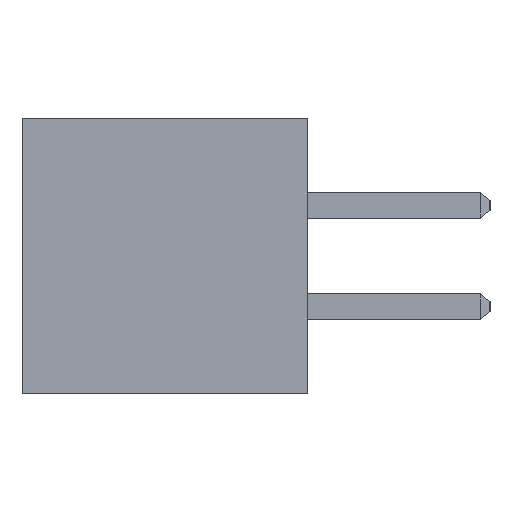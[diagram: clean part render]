
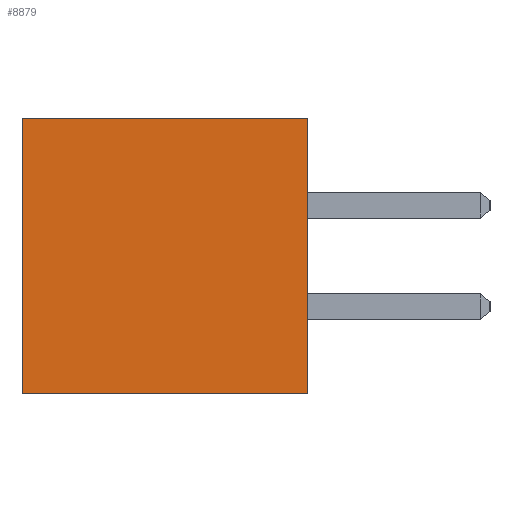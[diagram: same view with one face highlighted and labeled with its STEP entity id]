
A CAD part, left-side view. The second image highlights one B-rep face of the part: STEP entity #8879.
In plain terms, the highlighted planar face has unit normal (-1, 0, 0).
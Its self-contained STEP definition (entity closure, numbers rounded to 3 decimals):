
#272 = EDGE_CURVE ( 'NONE', #18615, #19033, #18392, .T. ) ;
#1807 = CARTESIAN_POINT ( 'NONE',  ( 0., 5.65, 0. ) ) ;
#1811 = CARTESIAN_POINT ( 'NONE',  ( 0., 5.65, -5.45 ) ) ;
#3469 = CARTESIAN_POINT ( 'NONE',  ( 0., 0., -5.45 ) ) ;
#3932 = VERTEX_POINT ( 'NONE', #18593 ) ;
#4927 = CARTESIAN_POINT ( 'NONE',  ( 0., 5.65, 0. ) ) ;
#5531 = EDGE_CURVE ( 'NONE', #3932, #7013, #10435, .T. ) ;
#6470 = EDGE_CURVE ( 'NONE', #3932, #18615, #13974, .T. ) ;
#7013 = VERTEX_POINT ( 'NONE', #3469 ) ;
#7196 = PLANE ( 'NONE',  #12422 ) ;
#7266 = DIRECTION ( 'NONE',  ( 1., 0., 0. ) ) ;
#7770 = EDGE_CURVE ( 'NONE', #7013, #19033, #19380, .T. ) ;
#7902 = DIRECTION ( 'NONE',  ( 0., 0., 1. ) ) ;
#8879 = ADVANCED_FACE ( 'NONE', ( #16883 ), #7196, .F. ) ;
#9277 = ORIENTED_EDGE ( 'NONE', *, *, #272, .F. ) ;
#9899 = DIRECTION ( 'NONE',  ( 0., 0., 1. ) ) ;
#10286 = DIRECTION ( 'NONE',  ( 0., 0., -1. ) ) ;
#10347 = VECTOR ( 'NONE', #9899, 1000. ) ;
#10411 = CARTESIAN_POINT ( 'NONE',  ( 0., 5.65, 0. ) ) ;
#10435 = LINE ( 'NONE', #1811, #12882 ) ;
#11063 = DIRECTION ( 'NONE',  ( 0., -1., 0. ) ) ;
#11076 = ORIENTED_EDGE ( 'NONE', *, *, #5531, .T. ) ;
#11375 = DIRECTION ( 'NONE',  ( 0., -1., 0. ) ) ;
#11798 = ORIENTED_EDGE ( 'NONE', *, *, #6470, .F. ) ;
#11800 = VECTOR ( 'NONE', #11375, 1000. ) ;
#12422 = AXIS2_PLACEMENT_3D ( 'NONE', #10411, #7266, #10286 ) ;
#12516 = CARTESIAN_POINT ( 'NONE',  ( 0., 0., 0. ) ) ;
#12882 = VECTOR ( 'NONE', #11063, 1000. ) ;
#13325 = VECTOR ( 'NONE', #7902, 1000. ) ;
#13974 = LINE ( 'NONE', #16267, #10347 ) ;
#14734 = EDGE_LOOP ( 'NONE', ( #18000, #9277, #11798, #11076 ) ) ;
#16267 = CARTESIAN_POINT ( 'NONE',  ( 0., 5.65, 0. ) ) ;
#16883 = FACE_OUTER_BOUND ( 'NONE', #14734, .T. ) ;
#17142 = CARTESIAN_POINT ( 'NONE',  ( 0., 0., 0. ) ) ;
#18000 = ORIENTED_EDGE ( 'NONE', *, *, #7770, .T. ) ;
#18392 = LINE ( 'NONE', #4927, #11800 ) ;
#18593 = CARTESIAN_POINT ( 'NONE',  ( 0., 5.65, -5.45 ) ) ;
#18615 = VERTEX_POINT ( 'NONE', #1807 ) ;
#19033 = VERTEX_POINT ( 'NONE', #17142 ) ;
#19380 = LINE ( 'NONE', #12516, #13325 ) ;
